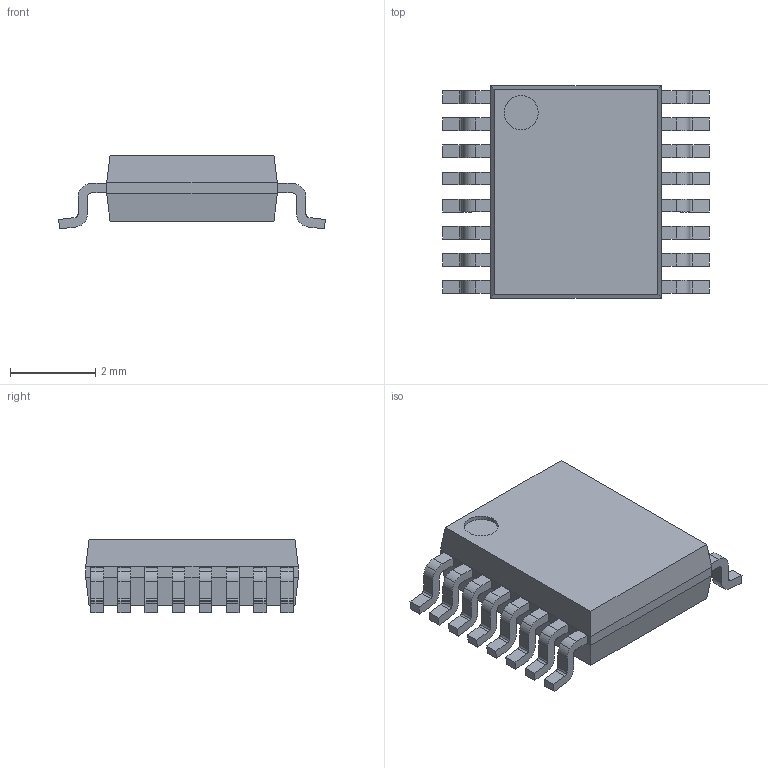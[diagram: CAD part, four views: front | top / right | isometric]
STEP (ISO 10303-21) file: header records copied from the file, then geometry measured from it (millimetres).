
FILE_DESCRIPTION((''),'2;1');
FILE_NAME('SOP63P602X173-16N.stp','2009-11-04T13:30:03',(''),(''),'Mechanical Desktop 2006','Mechanical Desktop 2006',', , ');
FILE_SCHEMA(('AUTOMOTIVE_DESIGN { 1 2 10303 214 0 1 1 1 }'));
Length unit declared in the file: millimetre
Products named in the file (1): Product
Bounding box: 6.25 x 4.98 x 1.73 mm (x, y, z)
Volume: 31.7 mm3; surface area: 96 mm2
Topology: 17 solids, 17 shells, 305 faces, 803 edges, 534 vertices
Faces by surface type: bspline 144, plane 95, cylinder 66
Entity records: 10335 total; most frequent: CARTESIAN_POINT 2970, ORIENTED_EDGE 1604, DIRECTION 1387, EDGE_CURVE 802, VECTOR 543, LINE 543, VERTEX_POINT 532, AXIS2_PLACEMENT_3D 422
